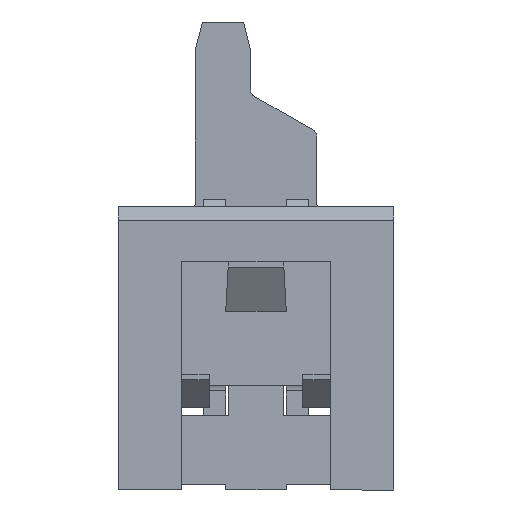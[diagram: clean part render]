
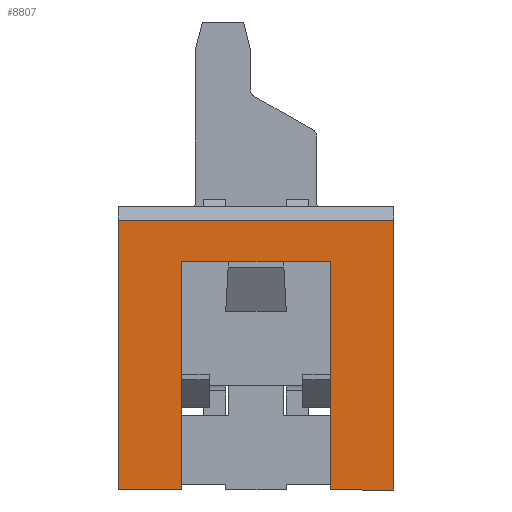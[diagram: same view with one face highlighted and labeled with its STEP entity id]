
A CAD part, left-side view. The second image highlights one B-rep face of the part: STEP entity #8807.
In plain terms, the highlighted planar face has unit normal (-1, 0, 0).
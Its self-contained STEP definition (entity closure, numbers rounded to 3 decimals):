
#2039=ORIENTED_EDGE('',*,*,#3849,.F.);
#2040=ORIENTED_EDGE('',*,*,#3850,.T.);
#2041=ORIENTED_EDGE('',*,*,#3527,.T.);
#2042=ORIENTED_EDGE('',*,*,#3851,.T.);
#2043=ORIENTED_EDGE('',*,*,#3852,.F.);
#2044=ORIENTED_EDGE('',*,*,#3853,.F.);
#2045=ORIENTED_EDGE('',*,*,#3854,.T.);
#2046=ORIENTED_EDGE('',*,*,#3855,.T.);
#3527=EDGE_CURVE('',#4587,#4588,#5655,.T.);
#3849=EDGE_CURVE('',#4840,#4841,#5945,.T.);
#3850=EDGE_CURVE('',#4840,#4587,#5946,.T.);
#3851=EDGE_CURVE('',#4588,#4842,#5947,.T.);
#3852=EDGE_CURVE('',#4843,#4842,#5948,.T.);
#3853=EDGE_CURVE('',#4844,#4843,#5949,.T.);
#3854=EDGE_CURVE('',#4844,#4845,#5950,.T.);
#3855=EDGE_CURVE('',#4845,#4841,#5951,.T.);
#4587=VERTEX_POINT('',#13144);
#4588=VERTEX_POINT('',#13145);
#4840=VERTEX_POINT('',#13760);
#4841=VERTEX_POINT('',#13761);
#4842=VERTEX_POINT('',#13764);
#4843=VERTEX_POINT('',#13766);
#4844=VERTEX_POINT('',#13768);
#4845=VERTEX_POINT('',#13770);
#5655=LINE('',#13143,#6833);
#5945=LINE('',#13759,#7123);
#5946=LINE('',#13762,#7124);
#5947=LINE('',#13763,#7125);
#5948=LINE('',#13765,#7126);
#5949=LINE('',#13767,#7127);
#5950=LINE('',#13769,#7128);
#5951=LINE('',#13771,#7129);
#6833=VECTOR('',#10682,1000.);
#7123=VECTOR('',#11118,1000.);
#7124=VECTOR('',#11119,1000.);
#7125=VECTOR('',#11120,1000.);
#7126=VECTOR('',#11121,1000.);
#7127=VECTOR('',#11122,1000.);
#7128=VECTOR('',#11123,1000.);
#7129=VECTOR('',#11124,1000.);
#7626=EDGE_LOOP('',(#2039,#2040,#2041,#2042,#2043,#2044,#2045,#2046));
#8060=FACE_BOUND('',#7626,.T.);
#8452=PLANE('',#9290);
#8807=ADVANCED_FACE('',(#8060),#8452,.F.);
#9290=AXIS2_PLACEMENT_3D('',#13758,#11116,#11117);
#10682=DIRECTION('',(0.,0.,-1.));
#11116=DIRECTION('',(1.,0.,0.));
#11117=DIRECTION('',(0.,0.,-1.));
#11118=DIRECTION('',(0.,0.,-1.));
#11119=DIRECTION('',(0.,1.,0.));
#11120=DIRECTION('',(0.,-1.,0.));
#11121=DIRECTION('',(0.,0.,-1.));
#11122=DIRECTION('',(0.,1.,0.));
#11123=DIRECTION('',(0.,0.,-1.));
#11124=DIRECTION('',(0.,-1.,0.));
#13143=CARTESIAN_POINT('',(-11.875,2.5,1.35));
#13144=CARTESIAN_POINT('',(-11.875,2.5,4.9));
#13145=CARTESIAN_POINT('',(-11.875,2.5,0.));
#13758=CARTESIAN_POINT('',(-11.875,2.5,1.35));
#13759=CARTESIAN_POINT('',(-11.875,-2.5,1.35));
#13760=CARTESIAN_POINT('',(-11.875,-2.5,4.9));
#13761=CARTESIAN_POINT('',(-11.875,-2.5,0.));
#13762=CARTESIAN_POINT('',(-11.875,2.5,4.9));
#13763=CARTESIAN_POINT('',(-11.875,2.5,0.));
#13764=CARTESIAN_POINT('',(-11.875,1.35,0.));
#13765=CARTESIAN_POINT('',(-11.875,1.35,0.1));
#13766=CARTESIAN_POINT('',(-11.875,1.35,4.15));
#13767=CARTESIAN_POINT('',(-11.875,-1.35,4.15));
#13768=CARTESIAN_POINT('',(-11.875,-1.35,4.15));
#13769=CARTESIAN_POINT('',(-11.875,-1.35,0.1));
#13770=CARTESIAN_POINT('',(-11.875,-1.35,0.));
#13771=CARTESIAN_POINT('',(-11.875,2.5,0.));
